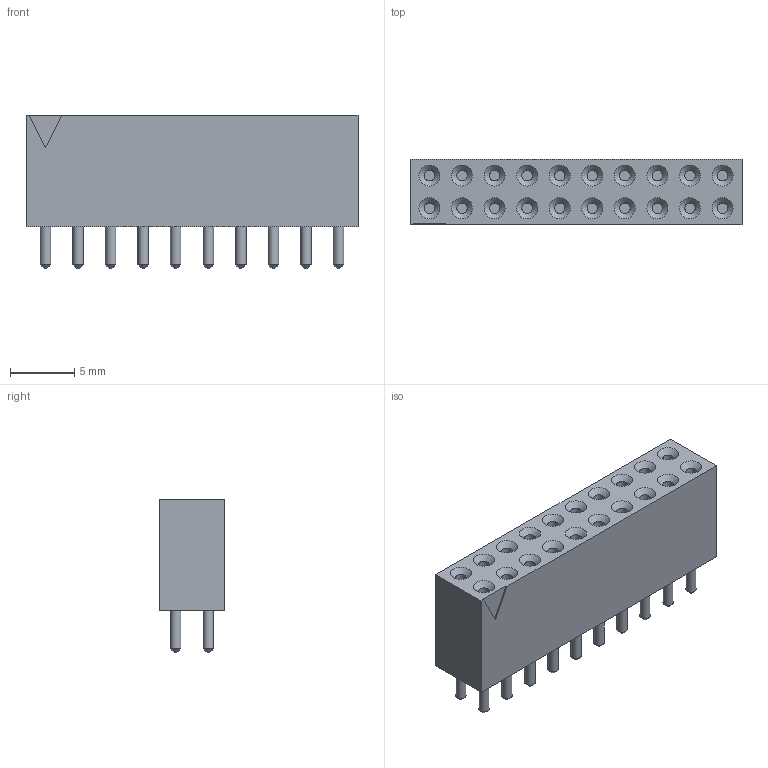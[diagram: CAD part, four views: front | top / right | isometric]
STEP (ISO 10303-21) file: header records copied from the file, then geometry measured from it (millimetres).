
FILE_DESCRIPTION(('FreeCAD Model'),'2;1');
FILE_NAME('1368668.3.3.stp','2022-11-15T16:51:23',( 'Author'),(''),'Open CASCADE STEP processor 6.9','FreeCAD','Unknown' );
FILE_SCHEMA(('AUTOMOTIVE_DESIGN { 1 0 10303 214 1 1 1 1 }'));
Length unit declared in the file: millimetre
Products named in the file (3): ASSEMBLY; Body; LeadsArray
Assembly tree (2 placements, depth 2):
  ASSEMBLY
    Body
    LeadsArray
Bounding box: 25.9 x 5.08 x 12 mm (x, y, z)
Volume: 1116.2 mm3; surface area: 1421.2 mm2
Topology: 21 solids, 21 shells, 149 faces, 221 edges, 134 vertices
Faces by surface type: plane 69, cone 40, cylinder 40
Full cylindrical faces by diameter (mm): 0.82 x40
Entity records: 6247 total; most frequent: CARTESIAN_POINT 1029, DIRECTION 1007, ORIENTED_EDGE 442, PCURVE 442, DEFINITIONAL_REPRESENTATION 442, LINE 383, VECTOR 383, AXIS2_PLACEMENT_3D 272
